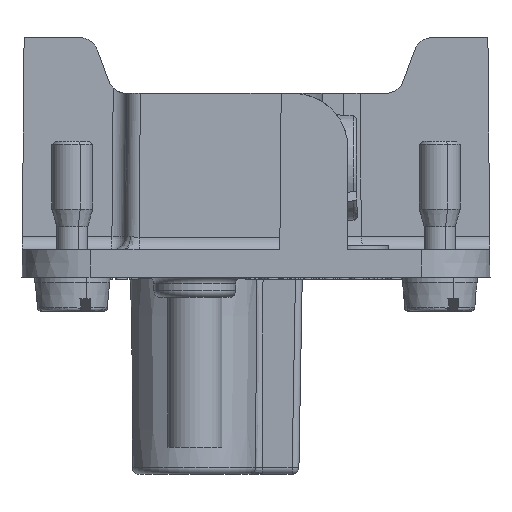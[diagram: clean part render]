
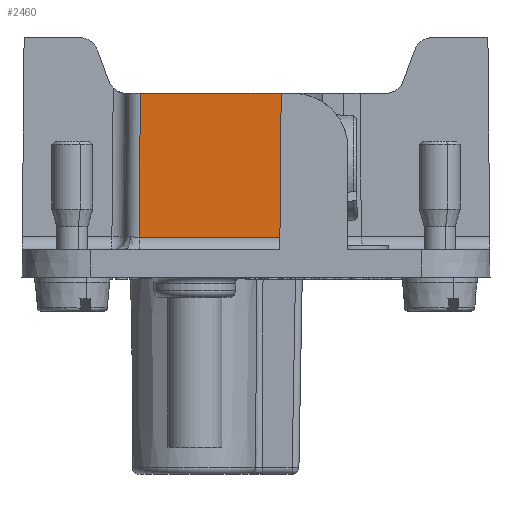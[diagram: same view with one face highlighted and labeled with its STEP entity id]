
A CAD part, left-side view. The second image highlights one B-rep face of the part: STEP entity #2460.
In plain terms, the highlighted planar face has unit normal (-1, 0, 0.009).
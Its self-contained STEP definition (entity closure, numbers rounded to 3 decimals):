
#956=FACE_OUTER_BOUND('',#5942,.T.);
#2460=ADVANCED_FACE('',(#956),#4027,.T.);
#4027=PLANE('',#28305);
#5942=EDGE_LOOP('',(#9477,#9478,#9479,#9480));
#9477=ORIENTED_EDGE('',*,*,#19876,.T.);
#9478=ORIENTED_EDGE('',*,*,#19877,.T.);
#9479=ORIENTED_EDGE('',*,*,#19835,.T.);
#9480=ORIENTED_EDGE('',*,*,#19878,.T.);
#17229=VERTEX_POINT('',#40362);
#17230=VERTEX_POINT('',#40364);
#17257=VERTEX_POINT('',#40439);
#17258=VERTEX_POINT('',#40440);
#19835=EDGE_CURVE('',#17230,#17229,#23470,.T.);
#19876=EDGE_CURVE('',#17257,#17258,#23500,.T.);
#19877=EDGE_CURVE('',#17258,#17230,#23501,.T.);
#19878=EDGE_CURVE('',#17229,#17257,#23502,.T.);
#23470=LINE('',#40363,#25941);
#23500=LINE('',#40438,#25971);
#23501=LINE('',#40441,#25972);
#23502=LINE('',#40442,#25973);
#25941=VECTOR('',#31049,1.);
#25971=VECTOR('',#31115,1.);
#25972=VECTOR('',#31116,1.);
#25973=VECTOR('',#31117,1.);
#28305=AXIS2_PLACEMENT_3D('',#40443,#31118,#31119);
#31049=DIRECTION('',(0.,1.,0.));
#31115=DIRECTION('',(0.,-1.,0.));
#31116=DIRECTION('',(0.009,-0.009,1.));
#31117=DIRECTION('',(-0.009,0.009,-1.));
#31118=DIRECTION('',(-1.,0.,0.009));
#31119=DIRECTION('',(0.009,0.,1.));
#40362=CARTESIAN_POINT('',(-41.7,8.5,13.5));
#40363=CARTESIAN_POINT('',(-41.7,7.1,13.5));
#40364=CARTESIAN_POINT('',(-41.7,-1.85,13.5));
#40438=CARTESIAN_POINT('',(-41.792,-9.966,2.879));
#40439=CARTESIAN_POINT('',(-41.792,8.592,2.879));
#40440=CARTESIAN_POINT('',(-41.792,-1.758,2.879));
#40441=CARTESIAN_POINT('',(-41.8,-1.75,2.044));
#40442=CARTESIAN_POINT('',(-41.799,8.599,2.162));
#40443=CARTESIAN_POINT('',(-41.8,-9.966,2.));
